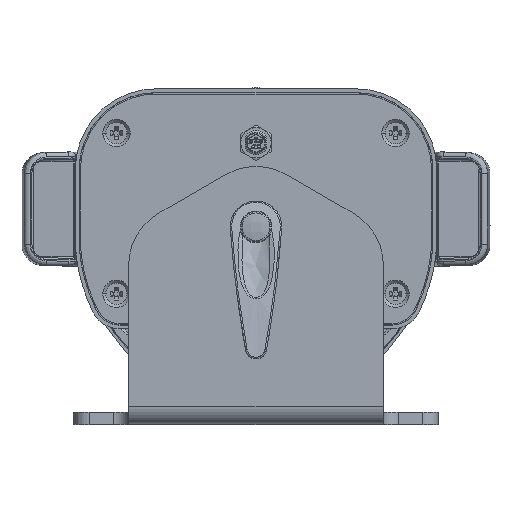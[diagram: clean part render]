
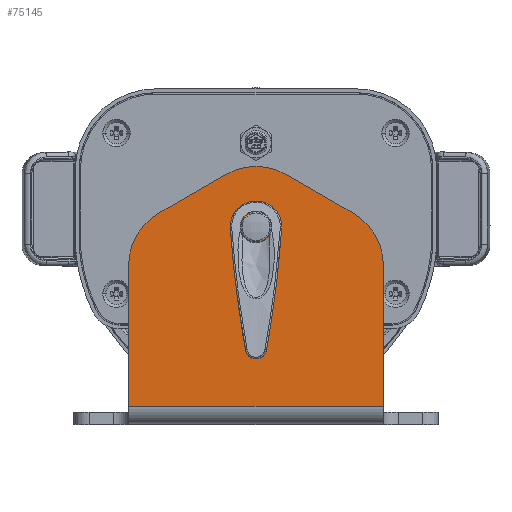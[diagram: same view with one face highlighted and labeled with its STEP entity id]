
A CAD part, top view. The second image highlights one B-rep face of the part: STEP entity #75145.
In plain terms, the highlighted planar face has unit normal (0, 0, 1).
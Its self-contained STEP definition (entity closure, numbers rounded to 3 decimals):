
#80 = AXIS2_PLACEMENT_3D ( 'NONE', #74537, #38925, #3474 ) ;
#246 = CARTESIAN_POINT ( 'NONE',  ( -42., -71., 78. ) ) ;
#881 = CARTESIAN_POINT ( 'NONE',  ( 0., -12., 78. ) ) ;
#1340 = DIRECTION ( 'NONE',  ( 0., 0., 1. ) ) ;
#1855 = VERTEX_POINT ( 'NONE', #246 ) ;
#2348 = ORIENTED_EDGE ( 'NONE', *, *, #39749, .F. ) ;
#3474 = DIRECTION ( 'NONE',  ( -1., 0., 0. ) ) ;
#4080 = VERTEX_POINT ( 'NONE', #63703 ) ;
#4643 = VECTOR ( 'NONE', #44185, 1000. ) ;
#4828 = DIRECTION ( 'NONE',  ( -1., 0., 0. ) ) ;
#6572 = EDGE_LOOP ( 'NONE', ( #2348, #26200, #70050, #65388, #48636, #22154, #75051, #15747 ) ) ;
#6818 = DIRECTION ( 'NONE',  ( 1., 0., 0. ) ) ;
#7701 = EDGE_CURVE ( 'NONE', #1855, #44704, #64464, .T. ) ;
#13199 = DIRECTION ( 'NONE',  ( 1., 0., 0. ) ) ;
#13503 = VERTEX_POINT ( 'NONE', #48397 ) ;
#15747 = ORIENTED_EDGE ( 'NONE', *, *, #70788, .T. ) ;
#15757 = ORIENTED_EDGE ( 'NONE', *, *, #53116, .F. ) ;
#16104 = CARTESIAN_POINT ( 'NONE',  ( 10., 5.321, 78. ) ) ;
#16266 = CARTESIAN_POINT ( 'NONE',  ( -32., -7.381, 78. ) ) ;
#17463 = CARTESIAN_POINT ( 'NONE',  ( -3.15, -12., 78. ) ) ;
#17545 = AXIS2_PLACEMENT_3D ( 'NONE', #75898, #40308, #4828 ) ;
#18376 = CARTESIAN_POINT ( 'NONE',  ( -42., 23., 78. ) ) ;
#18676 = EDGE_CURVE ( 'NONE', #13503, #25092, #47364, .T. ) ;
#19159 = VECTOR ( 'NONE', #13199, 1000. ) ;
#20369 = LINE ( 'NONE', #70110, #4643 ) ;
#20642 = CIRCLE ( 'NONE', #61983, 3.15 ) ;
#20973 = LINE ( 'NONE', #48460, #19159 ) ;
#22154 = ORIENTED_EDGE ( 'NONE', *, *, #42305, .T. ) ;
#22514 = DIRECTION ( 'NONE',  ( 0., 0., 1. ) ) ;
#23418 = VERTEX_POINT ( 'NONE', #16266 ) ;
#25092 = VERTEX_POINT ( 'NONE', #68779 ) ;
#26200 = ORIENTED_EDGE ( 'NONE', *, *, #18676, .T. ) ;
#26501 = CARTESIAN_POINT ( 'NONE',  ( 0., -12., 78. ) ) ;
#28015 = VERTEX_POINT ( 'NONE', #17463 ) ;
#28198 = EDGE_CURVE ( 'NONE', #33099, #23418, #20369, .T. ) ;
#28618 = EDGE_CURVE ( 'NONE', #42279, #33099, #43849, .T. ) ;
#29651 = CARTESIAN_POINT ( 'NONE',  ( -42., -24.702, 78. ) ) ;
#31609 = AXIS2_PLACEMENT_3D ( 'NONE', #58132, #22514, #64071 ) ;
#32445 = DIRECTION ( 'NONE',  ( 1., 0., 0. ) ) ;
#33064 = CARTESIAN_POINT ( 'NONE',  ( 10., 5.321, 78. ) ) ;
#33099 = VERTEX_POINT ( 'NONE', #67094 ) ;
#34205 = AXIS2_PLACEMENT_3D ( 'NONE', #26501, #68052, #32445 ) ;
#34406 = CIRCLE ( 'NONE', #34205, 3.15 ) ;
#35247 = LINE ( 'NONE', #36164, #65024 ) ;
#35807 = CARTESIAN_POINT ( 'NONE',  ( 42., -71., 78. ) ) ;
#36164 = CARTESIAN_POINT ( 'NONE',  ( 42., 23., 78. ) ) ;
#36749 = DIRECTION ( 'NONE',  ( -1., 0., 0. ) ) ;
#38925 = DIRECTION ( 'NONE',  ( 0., 0., 1. ) ) ;
#39749 = EDGE_CURVE ( 'NONE', #13503, #59141, #35247, .T. ) ;
#40308 = DIRECTION ( 'NONE',  ( 0., 0., -1. ) ) ;
#42189 = DIRECTION ( 'NONE',  ( 0., -1., 0. ) ) ;
#42279 = VERTEX_POINT ( 'NONE', #16104 ) ;
#42305 = EDGE_CURVE ( 'NONE', #23418, #44704, #74499, .T. ) ;
#42341 = DIRECTION ( 'NONE',  ( 0., 0., 1. ) ) ;
#42778 = CARTESIAN_POINT ( 'NONE',  ( 22., -24.702, 78. ) ) ;
#43849 = CIRCLE ( 'NONE', #80, 20. ) ;
#44185 = DIRECTION ( 'NONE',  ( -0.866, -0.5, 0. ) ) ;
#44704 = VERTEX_POINT ( 'NONE', #29651 ) ;
#45506 = FACE_BOUND ( 'NONE', #66543, .T. ) ;
#46107 = DIRECTION ( 'NONE',  ( -0.866, 0.5, 0. ) ) ;
#47364 = CIRCLE ( 'NONE', #55307, 20. ) ;
#48397 = CARTESIAN_POINT ( 'NONE',  ( 42., -24.702, 78. ) ) ;
#48460 = CARTESIAN_POINT ( 'NONE',  ( -60., -71., 78. ) ) ;
#48636 = ORIENTED_EDGE ( 'NONE', *, *, #28198, .T. ) ;
#52043 = PLANE ( 'NONE',  #17545 ) ;
#53116 = EDGE_CURVE ( 'NONE', #4080, #28015, #34406, .T. ) ;
#55307 = AXIS2_PLACEMENT_3D ( 'NONE', #42778, #1340, #36749 ) ;
#56039 = VECTOR ( 'NONE', #46107, 1000. ) ;
#58132 = CARTESIAN_POINT ( 'NONE',  ( -22., -24.702, 78. ) ) ;
#59141 = VERTEX_POINT ( 'NONE', #35807 ) ;
#59147 = EDGE_CURVE ( 'NONE', #28015, #4080, #20642, .T. ) ;
#59449 = FACE_OUTER_BOUND ( 'NONE', #6572, .T. ) ;
#61983 = AXIS2_PLACEMENT_3D ( 'NONE', #881, #42341, #6818 ) ;
#63703 = CARTESIAN_POINT ( 'NONE',  ( 3.15, -12., 78. ) ) ;
#64071 = DIRECTION ( 'NONE',  ( -1., 0., 0. ) ) ;
#64464 = LINE ( 'NONE', #18376, #69235 ) ;
#64943 = EDGE_CURVE ( 'NONE', #25092, #42279, #71824, .T. ) ;
#65024 = VECTOR ( 'NONE', #42189, 1000. ) ;
#65388 = ORIENTED_EDGE ( 'NONE', *, *, #28618, .T. ) ;
#65901 = DIRECTION ( 'NONE',  ( 0., 1., 0. ) ) ;
#66543 = EDGE_LOOP ( 'NONE', ( #15757, #71869 ) ) ;
#67094 = CARTESIAN_POINT ( 'NONE',  ( -10., 5.321, 78. ) ) ;
#68052 = DIRECTION ( 'NONE',  ( 0., 0., 1. ) ) ;
#68779 = CARTESIAN_POINT ( 'NONE',  ( 32., -7.381, 78. ) ) ;
#69235 = VECTOR ( 'NONE', #65901, 1000. ) ;
#70050 = ORIENTED_EDGE ( 'NONE', *, *, #64943, .T. ) ;
#70110 = CARTESIAN_POINT ( 'NONE',  ( -10., 5.321, 78. ) ) ;
#70788 = EDGE_CURVE ( 'NONE', #1855, #59141, #20973, .T. ) ;
#71824 = LINE ( 'NONE', #33064, #56039 ) ;
#71869 = ORIENTED_EDGE ( 'NONE', *, *, #59147, .F. ) ;
#74499 = CIRCLE ( 'NONE', #31609, 20. ) ;
#74537 = CARTESIAN_POINT ( 'NONE',  ( 0., -12., 78. ) ) ;
#75051 = ORIENTED_EDGE ( 'NONE', *, *, #7701, .F. ) ;
#75145 = ADVANCED_FACE ( 'NONE', ( #45506, #59449 ), #52043, .F. ) ;
#75898 = CARTESIAN_POINT ( 'NONE',  ( -60., -77., 78. ) ) ;
